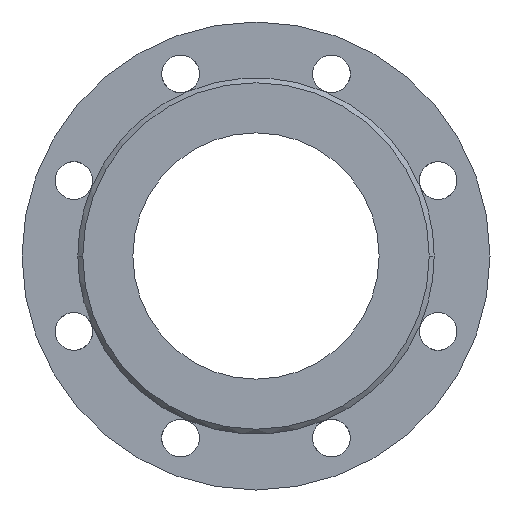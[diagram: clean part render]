
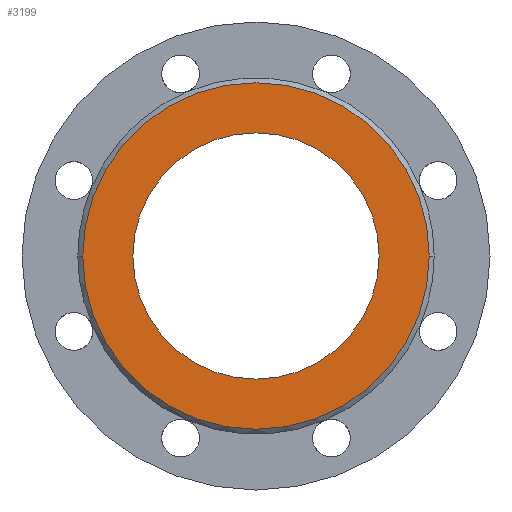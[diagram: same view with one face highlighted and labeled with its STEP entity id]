
A CAD part, left-side view. The second image highlights one B-rep face of the part: STEP entity #3199.
In plain terms, the highlighted planar face has unit normal (-1, 0, 0).
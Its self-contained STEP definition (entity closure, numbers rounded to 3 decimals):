
#1829=CARTESIAN_POINT('',(0.,0.,0.));
#1830=DIRECTION('',(1.,0.,0.));
#1831=DIRECTION('',(0.,1.,0.));
#1832=AXIS2_PLACEMENT_3D('',#1829,#1830,#1831);
#1837=CARTESIAN_POINT('',(0.,0.,0.));
#1838=DIRECTION('',(-1.,0.,0.));
#1839=DIRECTION('',(0.,1.,0.));
#1840=AXIS2_PLACEMENT_3D('',#1837,#1838,#1839);
#1845=CARTESIAN_POINT('',(0.,0.,0.));
#1846=DIRECTION('',(-1.,0.,0.));
#1847=DIRECTION('',(0.,-1.,0.));
#1848=AXIS2_PLACEMENT_3D('',#1845,#1846,#1847);
#1853=CARTESIAN_POINT('',(0.,0.,0.));
#1854=DIRECTION('',(-1.,0.,0.));
#1855=DIRECTION('',(0.,1.,0.));
#1856=AXIS2_PLACEMENT_3D('',#1853,#1854,#1855);
#2292=CARTESIAN_POINT('',(0.,105.5,0.));
#2294=VERTEX_POINT('',#2292);
#2312=CARTESIAN_POINT('',(0.,-105.5,0.));
#2314=VERTEX_POINT('',#2312);
#2503=CARTESIAN_POINT('',(0.,-75.,0.));
#2504=CARTESIAN_POINT('',(0.,75.,0.));
#2505=VERTEX_POINT('',#2503);
#2506=VERTEX_POINT('',#2504);
#3184=CARTESIAN_POINT('',(0.,0.,0.));
#3185=DIRECTION('',(-1.,0.,0.));
#3186=DIRECTION('',(0.,1.,0.));
#3187=AXIS2_PLACEMENT_3D('',#3184,#3185,#3186);
#3188=PLANE('',#3187);
#3189=ORIENTED_EDGE('',*,*,#3159,.T.);
#3190=ORIENTED_EDGE('',*,*,#3177,.F.);
#3191=EDGE_LOOP('',(#3189,#3190));
#3192=FACE_OUTER_BOUND('',#3191,.F.);
#3194=ORIENTED_EDGE('',*,*,#3193,.T.);
#3196=ORIENTED_EDGE('',*,*,#3195,.T.);
#3197=EDGE_LOOP('',(#3194,#3196));
#3198=FACE_BOUND('',#3197,.F.);
#3199=ADVANCED_FACE('',(#3192,#3198),#3188,.T.);
#1833=CIRCLE('',#1832,105.5);
#1841=CIRCLE('',#1840,105.5);
#1849=CIRCLE('',#1848,75.);
#1857=CIRCLE('',#1856,75.);
#3159=EDGE_CURVE('',#2294,#2314,#1833,.T.);
#3177=EDGE_CURVE('',#2294,#2314,#1841,.T.);
#3193=EDGE_CURVE('',#2505,#2506,#1849,.T.);
#3195=EDGE_CURVE('',#2506,#2505,#1857,.T.);
